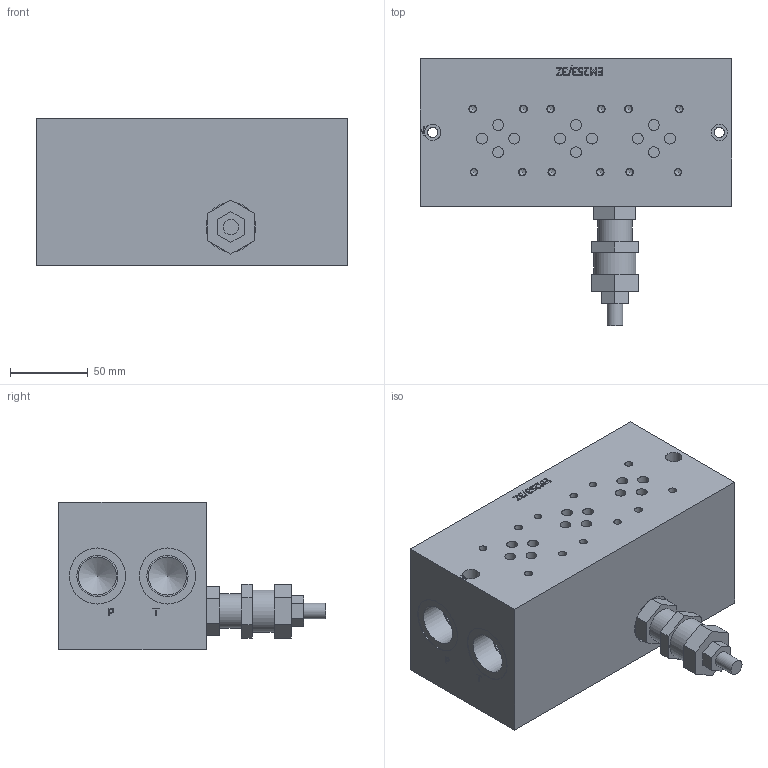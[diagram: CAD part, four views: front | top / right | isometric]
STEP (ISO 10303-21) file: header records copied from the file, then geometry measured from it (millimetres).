
FILE_DESCRIPTION(/* description */ (''),/* implementation_level */ '2;1');
FILE_NAME(/* name */ 'em253_3_z.stp',/* time_stamp */ '2016-05-10T16:03:47+02:00',/* author */ ('Lemoine2'),/* organization */ (''),/* preprocessor_version */ 'ST-DEVELOPER v16.1',/* originating_system */ 'Autodesk Inventor 2016',/* authorisation */ '');
FILE_SCHEMA (('AUTOMOTIVE_DESIGN { 1 0 10303 214 3 1 1 }'));
Length unit declared in the file: millimetre
Products named in the file (1): em253_3_z
Bounding box: 200 x 171.5 x 95 mm (x, y, z)
Volume: 1707968.6 mm3; surface area: 129898.6 mm2
Topology: 2 solids, 2 shells, 544 faces, 1389 edges, 937 vertices
Faces by surface type: plane 310, bspline 120, cylinder 87, cone 27
Full cylindrical faces by diameter (mm): 4.2 x12, 5 x12, 6.5 x2, 7 x12, 8.5 x4, 10 x5, 10.5 x2, 13.2 x1, 19 x6, 20.955 x6, 22 x2, 24.5 x3, 26 x2, 26.441 x4, 27 x1, 30 x6, 32 x1, 36 x2, 37 x2
Entity records: 15795 total; most frequent: CARTESIAN_POINT 4199, ORIENTED_EDGE 2386, DIRECTION 1972, EDGE_CURVE 1193, VERTEX_POINT 851, LINE 772, VECTOR 772, EDGE_LOOP 748
